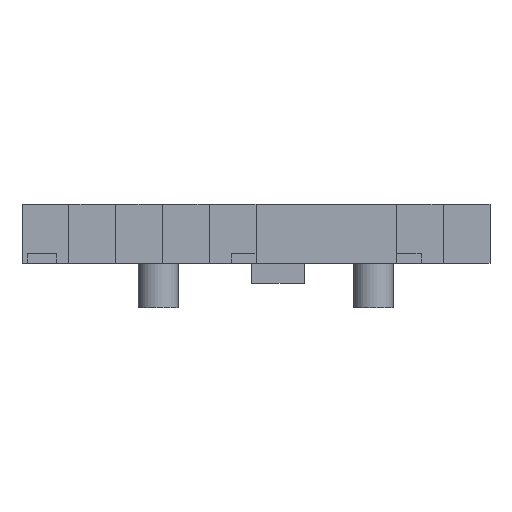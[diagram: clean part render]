
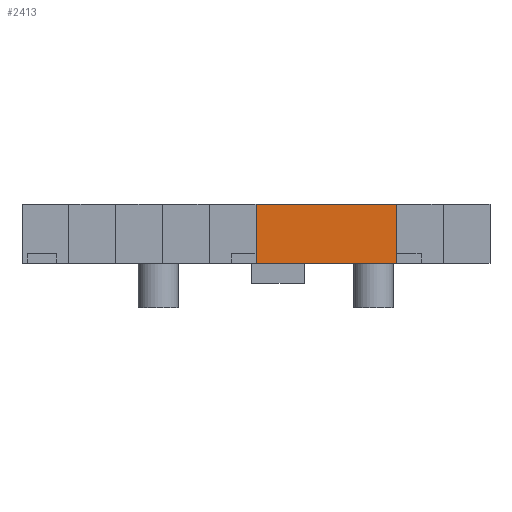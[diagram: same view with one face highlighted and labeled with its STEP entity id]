
A CAD part, left-side view. The second image highlights one B-rep face of the part: STEP entity #2413.
In plain terms, the highlighted planar face has unit normal (-1, 0, 0).
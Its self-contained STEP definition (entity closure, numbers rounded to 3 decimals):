
#125=FACE_OUTER_BOUND('',#257,.T.);
#257=EDGE_LOOP('',(#2027,#2028,#2029,#2030));
#348=LINE('',#3313,#678);
#414=LINE('',#3447,#744);
#587=LINE('',#3823,#917);
#588=LINE('',#3824,#918);
#678=VECTOR('',#2668,10.);
#744=VECTOR('',#2752,10.);
#917=VECTOR('',#3089,10.);
#918=VECTOR('',#3090,10.);
#965=VERTEX_POINT('',#3234);
#1004=VERTEX_POINT('',#3311);
#1062=VERTEX_POINT('',#3444);
#1063=VERTEX_POINT('',#3446);
#1236=EDGE_CURVE('',#1004,#965,#348,.T.);
#1302=EDGE_CURVE('',#1063,#1062,#414,.T.);
#1487=EDGE_CURVE('',#1062,#965,#587,.T.);
#1488=EDGE_CURVE('',#1063,#1004,#588,.T.);
#2027=ORIENTED_EDGE('',*,*,#1302,.T.);
#2028=ORIENTED_EDGE('',*,*,#1487,.T.);
#2029=ORIENTED_EDGE('',*,*,#1236,.F.);
#2030=ORIENTED_EDGE('',*,*,#1488,.F.);
#2289=PLANE('',#2563);
#2413=ADVANCED_FACE('',(#125),#2289,.T.);
#2563=AXIS2_PLACEMENT_3D('',#3822,#3087,#3088);
#2668=DIRECTION('',(0.,-1.,0.));
#2752=DIRECTION('',(0.,-1.,0.));
#3087=DIRECTION('center_axis',(-1.,0.,0.));
#3088=DIRECTION('ref_axis',(0.,-1.,0.));
#3089=DIRECTION('',(0.,0.,1.));
#3090=DIRECTION('',(0.,0.,1.));
#3234=CARTESIAN_POINT('',(-58.15,-18.626,84.));
#3311=CARTESIAN_POINT('',(-58.15,9.751,84.));
#3313=CARTESIAN_POINT('',(-58.15,9.751,84.));
#3444=CARTESIAN_POINT('',(-58.15,-18.626,72.));
#3446=CARTESIAN_POINT('',(-58.15,9.751,72.));
#3447=CARTESIAN_POINT('',(-58.15,9.751,72.));
#3822=CARTESIAN_POINT('Origin',(-58.15,9.751,72.));
#3823=CARTESIAN_POINT('',(-58.15,-18.626,72.));
#3824=CARTESIAN_POINT('',(-58.15,9.751,72.));
